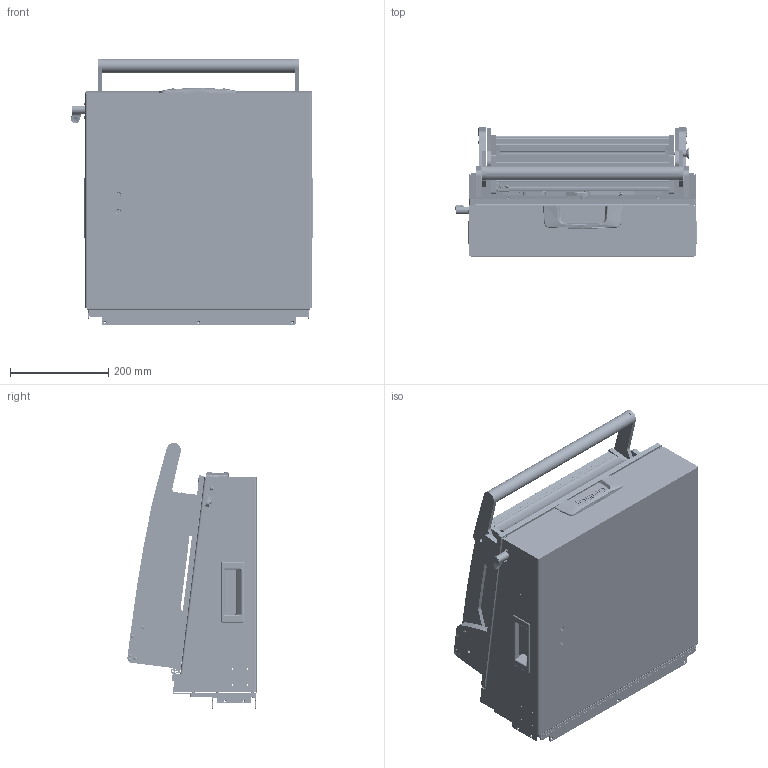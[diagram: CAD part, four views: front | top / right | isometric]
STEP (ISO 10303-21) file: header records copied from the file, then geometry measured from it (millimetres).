
FILE_DESCRIPTION (( 'STEP AP203' ), '1' );
FILE_NAME ('INGUN_40978.STEP', '2023-05-31T08:50:32', ( '' ), ( '' ), 'SwSTEP 2.0', 'SolidWorks 2021', '' );
FILE_SCHEMA (( 'CONFIG_CONTROL_DESIGN' ));
Length unit declared in the file: millimetre
Products named in the file (105): 53836~2_KUNDE<S>; 2528~0; 35334~0_S; DIN6325~n_04,0m6x016; ISO7380~n_M05,0x030; ISO7380~n_M04,0x008; K_02037~0; 29805~4_geschlossen<S>; 111995~1_S; 53032~0_S; 53031~0_S; 109950~0_KUNDE<S>; 114518~1; 110443~0_S; 55712~0_KUNDE<S>; DIN6325~n_03,0m6x010; 53839~0_S; ISO7380~n_M04,0x020; 114517~0_S; DIN7991~n_M05,0x016; 31109~0; 35151~0_S; 8804~0; 110705~2_S; 114903~0_ohne GF<S>; 35716~2; 109770~1_S; 114521~0_S; 31788~1; DIN125~n_06,4 M06,0 Fase; 114516~0_S; DIN6325~n_04,0m6x014; 109934~0_KUNDE<S>; 109128~0_S; 110231~1_S; 31253~0_S; 32172~8; 21332~0_MA 2112<Standard>; 35650~12_KUNDE<S>; DIN7991~n_M03,0x016 VA ...
Assembly tree (210 placements, depth 6):
  INGUN_40978
    114903~0_ohne GF<S>
      32172~8
      30758~0_S  x2
        30758_01~0_S
        30758_02~0_S
        38564~0
      20902~0
      21332~0_MA 2112<Standard>
        21332_02~0
        21332_01~0
      53032~0_S
      32171~0_S
      32462~0_S
      29805~4_geschlossen<S>
        110322~4_S
        110705~2_S
        30984~0_S
        110231~1_S
        110443~0_S
        30112~0
        ISO7380~n_M05,0x030
        ISO7380~n_M04,0x008  x2
        DIN914~n_M04,0x05
      35334~0_S
      DIN7991~n_M05,0x016
      DIN7991~n_M05,0x012  x2
      DIN985-A2~n_M04,0  x3
      8804~0
      DIN125~n_04,3 M04,0  x2
    35650~12_KUNDE<S>
      109770~1_S
        35648~17
        35661~4_S
        35662~11_S
        35663~9_S
        2281~0_180ø<Standard>  x2
          2281~0
        112064~0_S  x2
        53031~0_S
        35649~1_S
        35651~1_S
        31253~0_S
        30955~0_S
        30915~0
        ASR~asr_拱04,2x07x拌8  x2
        2528~0  x2
        31109~0
        35664~1_S
        114566~0_S  x2
          112087~1_S
            111995~1_S
            112086~2_S
            DIN125~n_05,3 M05,0 Fase
          49317~0
          DIN912~n_M04,0x016
          DIN125~n_04,3 M04,0
          DIN125~n_06,4 M06,0 Fase
        DIN6325~n_04,0m6x016  x2
        DIN7991~n_M05,0x020  x6
Bounding box: 491.5 x 262.15 x 540.64 mm (x, y, z)
Volume: 4693430.4 mm3; surface area: 2614507.8 mm2
Topology: 228 solids, 228 shells, 5942 faces, 14967 edges, 9521 vertices
Faces by surface type: cylinder 2634, plane 2111, cone 777, bspline 235, sphere 96, torus 89
Entity records: 132688 total; most frequent: CARTESIAN_POINT 30341, DIRECTION 19272, ORIENTED_EDGE 17864, EDGE_CURVE 8932, AXIS2_PLACEMENT_3D 7267, VERTEX_POINT 5750, VECTOR 4738, LINE 4738
